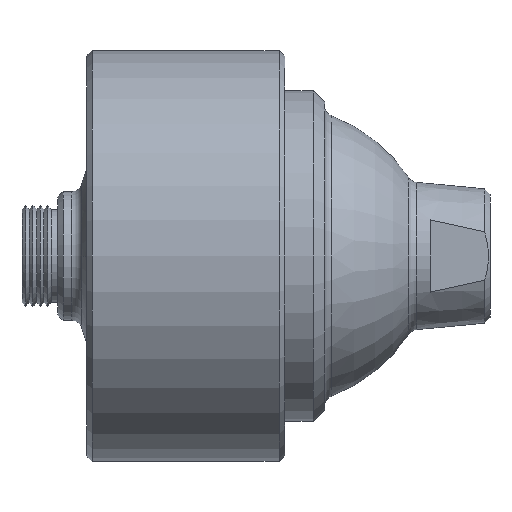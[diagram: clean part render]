
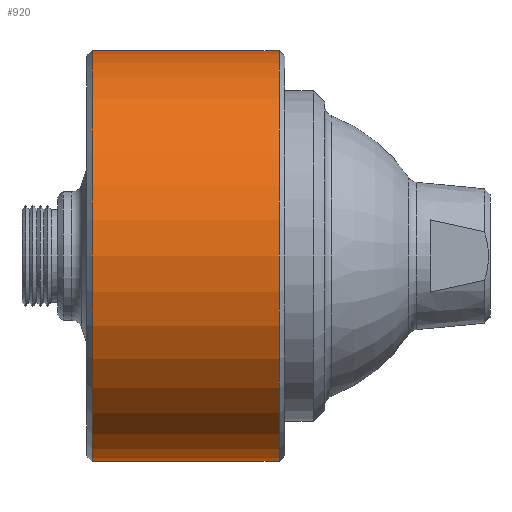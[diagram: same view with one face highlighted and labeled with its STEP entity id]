
A CAD part, left-side view. The second image highlights one B-rep face of the part: STEP entity #920.
In plain terms, the highlighted cylindrical face has radius 57.15 mm (diameter 114.3 mm), a partial arc.
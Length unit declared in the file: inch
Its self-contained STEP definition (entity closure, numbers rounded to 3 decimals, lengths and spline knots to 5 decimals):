
#187 = CIRCLE ( 'NONE', #194, 2.25 ) ;
#194 = AXIS2_PLACEMENT_3D ( 'NONE', #1725, #1726, #1727 ) ;
#195 = CIRCLE ( 'NONE', #196, 2.25 ) ;
#196 = AXIS2_PLACEMENT_3D ( 'NONE', #1728, #1729, #1730 ) ;
#306 = AXIS2_PLACEMENT_3D ( 'NONE', #1970, #1971, #1972 ) ;
#338 = VECTOR ( 'NONE', #2038, 39.37008 ) ;
#354 = VECTOR ( 'NONE', #2066, 39.37008 ) ;
#372 = CYLINDRICAL_SURFACE ( 'NONE', #306, 2.25 ) ;
#398 = LINE ( 'NONE', #2037, #338 ) ;
#406 = LINE ( 'NONE', #2065, #354 ) ;
#877 = EDGE_CURVE ( 'NONE', #2513, #2512, #187, .T. ) ;
#878 = EDGE_CURVE ( 'NONE', #2511, #2510, #195, .T. ) ;
#920 = ADVANCED_FACE ( 'NONE', ( #2961 ), #372, .T. ) ;
#933 = EDGE_CURVE ( 'NONE', #2512, #2510, #398, .T. ) ;
#945 = EDGE_CURVE ( 'NONE', #2513, #2511, #406, .T. ) ;
#1725 = CARTESIAN_POINT ( 'NONE',  ( 0., 2.31, 0. ) ) ;
#1726 = DIRECTION ( 'NONE',  ( 0., 1., 0. ) ) ;
#1727 = DIRECTION ( 'NONE',  ( 0., 0., 1. ) ) ;
#1728 = CARTESIAN_POINT ( 'NONE',  ( 0., 4.355, 0. ) ) ;
#1729 = DIRECTION ( 'NONE',  ( 0., 1., 0. ) ) ;
#1730 = DIRECTION ( 'NONE',  ( 0., 0., 1. ) ) ;
#1970 = CARTESIAN_POINT ( 'NONE',  ( 0., 5.125, 0. ) ) ;
#1971 = DIRECTION ( 'NONE',  ( 0., 1., 0. ) ) ;
#1972 = DIRECTION ( 'NONE',  ( 0., 0., 1. ) ) ;
#2037 = CARTESIAN_POINT ( 'NONE',  ( 0., 5.125, 2.25 ) ) ;
#2038 = DIRECTION ( 'NONE',  ( 0., 1., 0. ) ) ;
#2065 = CARTESIAN_POINT ( 'NONE',  ( 0., 5.125, -2.25 ) ) ;
#2066 = DIRECTION ( 'NONE',  ( 0., 1., 0. ) ) ;
#2106 = CARTESIAN_POINT ( 'NONE',  ( 0., 4.355, 2.25 ) ) ;
#2107 = CARTESIAN_POINT ( 'NONE',  ( 0., 4.355, -2.25 ) ) ;
#2108 = CARTESIAN_POINT ( 'NONE',  ( 0., 2.31, 2.25 ) ) ;
#2109 = CARTESIAN_POINT ( 'NONE',  ( 0., 2.31, -2.25 ) ) ;
#2321 = ORIENTED_EDGE ( 'NONE', *, *, #878, .F. ) ;
#2322 = ORIENTED_EDGE ( 'NONE', *, *, #945, .F. ) ;
#2323 = ORIENTED_EDGE ( 'NONE', *, *, #877, .T. ) ;
#2324 = ORIENTED_EDGE ( 'NONE', *, *, #933, .T. ) ;
#2450 = EDGE_LOOP ( 'NONE', ( #2322, #2323, #2324, #2321 ) ) ;
#2510 = VERTEX_POINT ( 'NONE', #2106 ) ;
#2511 = VERTEX_POINT ( 'NONE', #2107 ) ;
#2512 = VERTEX_POINT ( 'NONE', #2108 ) ;
#2513 = VERTEX_POINT ( 'NONE', #2109 ) ;
#2961 = FACE_OUTER_BOUND ( 'NONE', #2450, .T. ) ;
